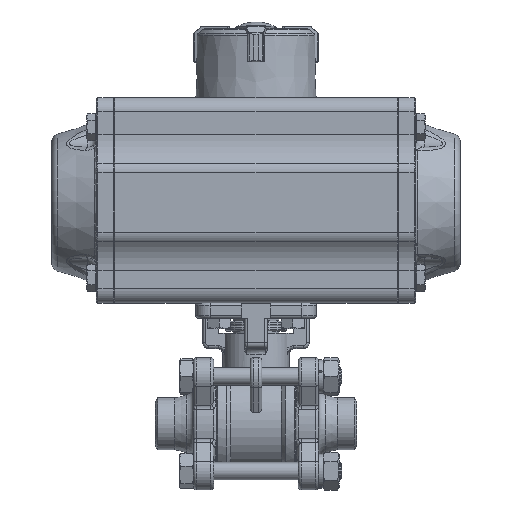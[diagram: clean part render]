
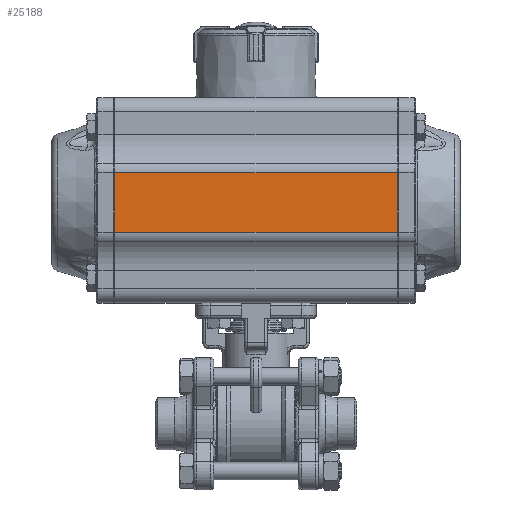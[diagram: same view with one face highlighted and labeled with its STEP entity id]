
A CAD part, top view. The second image highlights one B-rep face of the part: STEP entity #25188.
In plain terms, the highlighted face is planar.
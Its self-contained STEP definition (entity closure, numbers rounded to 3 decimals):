
#414=PLANE('',#33045);
#2119=LINE('',#43803,#3725);
#2120=LINE('',#43807,#3726);
#2121=LINE('',#43809,#3727);
#2122=LINE('',#43811,#3728);
#3725=VECTOR('',#36173,1000.);
#3726=VECTOR('',#36178,1000.);
#3727=VECTOR('',#36179,1000.);
#3728=VECTOR('',#36180,1000.);
#6375=ORIENTED_EDGE('',*,*,#13908,.F.);
#6376=ORIENTED_EDGE('',*,*,#13910,.T.);
#6377=ORIENTED_EDGE('',*,*,#13911,.T.);
#6378=ORIENTED_EDGE('',*,*,#13912,.T.);
#13908=EDGE_CURVE('',#17703,#17704,#2119,.T.);
#13910=EDGE_CURVE('',#17703,#17705,#2120,.T.);
#13911=EDGE_CURVE('',#17705,#17706,#2121,.T.);
#13912=EDGE_CURVE('',#17706,#17704,#2122,.T.);
#17703=VERTEX_POINT('',#43802);
#17704=VERTEX_POINT('',#43804);
#17705=VERTEX_POINT('',#43808);
#17706=VERTEX_POINT('',#43810);
#21199=EDGE_LOOP('',(#6375,#6376,#6377,#6378));
#23124=FACE_BOUND('',#21199,.T.);
#25188=ADVANCED_FACE('',(#23124),#414,.F.);
#33045=AXIS2_PLACEMENT_3D('',#43806,#36176,#36177);
#36173=DIRECTION('',(0.,0.,-1.));
#36176=DIRECTION('',(-1.,0.,0.));
#36177=DIRECTION('',(0.,0.,1.));
#36178=DIRECTION('',(0.,-1.,0.));
#36179=DIRECTION('',(0.,0.,-1.));
#36180=DIRECTION('',(0.,1.,0.));
#43802=CARTESIAN_POINT('',(29.5,10.363,49.2));
#43803=CARTESIAN_POINT('',(29.5,10.363,49.5));
#43804=CARTESIAN_POINT('',(29.5,10.363,-49.2));
#43806=CARTESIAN_POINT('',(29.5,-10.363,49.5));
#43807=CARTESIAN_POINT('',(29.5,-10.363,49.2));
#43808=CARTESIAN_POINT('',(29.5,-10.363,49.2));
#43809=CARTESIAN_POINT('',(29.5,-10.363,49.5));
#43810=CARTESIAN_POINT('',(29.5,-10.363,-49.2));
#43811=CARTESIAN_POINT('',(29.5,-10.363,-49.2));
